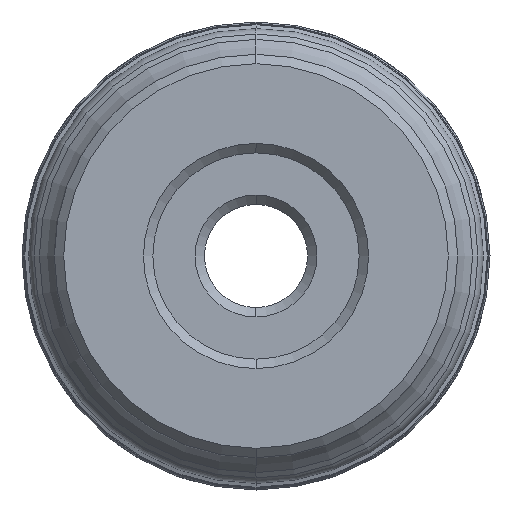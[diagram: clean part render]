
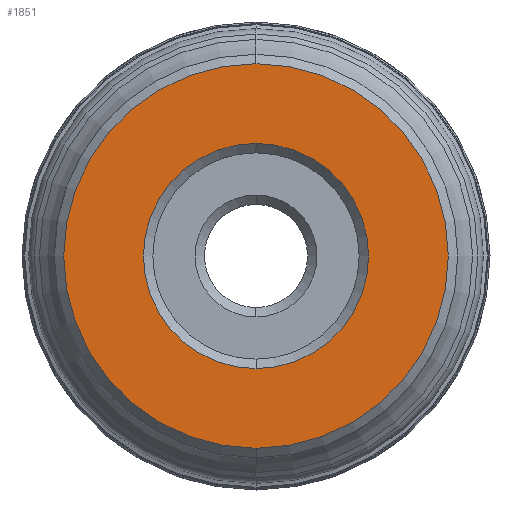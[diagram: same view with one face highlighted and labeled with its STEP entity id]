
A CAD part, left-side view. The second image highlights one B-rep face of the part: STEP entity #1851.
In plain terms, the highlighted planar face has unit normal (-1, 0, 0).
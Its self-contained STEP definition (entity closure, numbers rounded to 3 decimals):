
#617=CARTESIAN_POINT('Vertex',(0.,0.,-20.5)) ;
#620=CARTESIAN_POINT('Axis2P3D Location',(0.,0.,0.)) ;
#624=CARTESIAN_POINT('Vertex',(0.,0.,20.5)) ;
#639=CARTESIAN_POINT('Axis2P3D Location',(0.,0.,0.)) ;
#1824=CARTESIAN_POINT('Axis2P3D Location',(0.,0.,-20.5)) ;
#1833=CARTESIAN_POINT('Axis2P3D Location',(0.,0.,0.)) ;
#1837=CARTESIAN_POINT('Vertex',(0.,0.,12.)) ;
#1839=CARTESIAN_POINT('Vertex',(0.,0.,-12.)) ;
#1842=CARTESIAN_POINT('Axis2P3D Location',(0.,0.,0.)) ;
#621=DIRECTION('Axis2P3D Direction',(1.,0.,0.)) ;
#640=DIRECTION('Axis2P3D Direction',(1.,0.,0.)) ;
#1825=DIRECTION('Axis2P3D Direction',(1.,0.,0.)) ;
#1826=DIRECTION('Axis2P3D XDirection',(0.,1.,0.)) ;
#1834=DIRECTION('Axis2P3D Direction',(1.,0.,0.)) ;
#1843=DIRECTION('Axis2P3D Direction',(1.,0.,0.)) ;
#622=AXIS2_PLACEMENT_3D('Circle Axis2P3D',#620,#621,$) ;
#641=AXIS2_PLACEMENT_3D('Circle Axis2P3D',#639,#640,$) ;
#1827=AXIS2_PLACEMENT_3D('Plane Axis2P3D',#1824,#1825,#1826) ;
#1835=AXIS2_PLACEMENT_3D('Circle Axis2P3D',#1833,#1834,$) ;
#1844=AXIS2_PLACEMENT_3D('Circle Axis2P3D',#1842,#1843,$) ;
#1830=ORIENTED_EDGE('',*,*,#626,.F.) ;
#1831=ORIENTED_EDGE('',*,*,#643,.F.) ;
#1848=ORIENTED_EDGE('',*,*,#1841,.T.) ;
#1849=ORIENTED_EDGE('',*,*,#1846,.T.) ;
#1850=FACE_BOUND('',#1847,.T.) ;
#1851=ADVANCED_FACE('Hauptk\X2\00F6\X0\rper',(#1832,#1850),#1828,.F.) ;
#623=CIRCLE('generated circle',#622,20.5) ;
#642=CIRCLE('generated circle',#641,20.5) ;
#1836=CIRCLE('generated circle',#1835,12.) ;
#1845=CIRCLE('generated circle',#1844,12.) ;
#626=EDGE_CURVE('',#618,#625,#623,.T.) ;
#643=EDGE_CURVE('',#625,#618,#642,.T.) ;
#1841=EDGE_CURVE('',#1838,#1840,#1836,.T.) ;
#1846=EDGE_CURVE('',#1840,#1838,#1845,.T.) ;
#1829=EDGE_LOOP('',(#1830,#1831)) ;
#1847=EDGE_LOOP('',(#1848,#1849)) ;
#1832=FACE_OUTER_BOUND('',#1829,.T.) ;
#1828=PLANE('',#1827) ;
#618=VERTEX_POINT('',#617) ;
#625=VERTEX_POINT('',#624) ;
#1838=VERTEX_POINT('',#1837) ;
#1840=VERTEX_POINT('',#1839) ;
